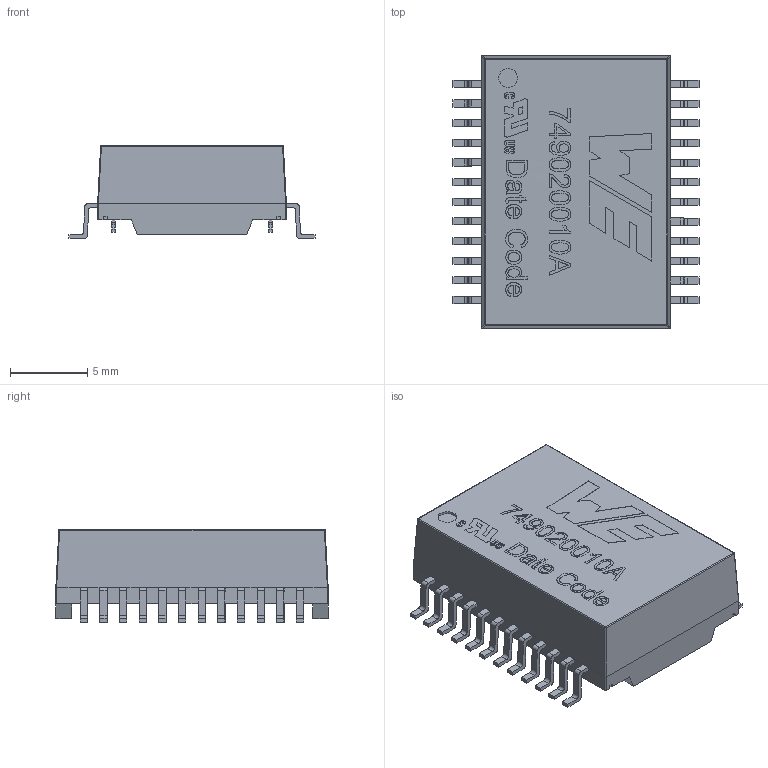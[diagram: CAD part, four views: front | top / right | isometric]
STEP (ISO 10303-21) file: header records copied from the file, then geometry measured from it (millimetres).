
FILE_DESCRIPTION(/* description */ ('Unknown'),/* implementation_level */ '2;1');
FILE_NAME(/* name */ 'T_Wurth_WE-LAN_749020010A',/* time_stamp */ '2025-08-26T16:38:50+08:00',/* author */ ('Unknown'),/* organization */ ('Unknown'),/* preprocessor_version */ 'ST-DEVELOPER v19.4',/* originating_system */ 'Solid Edge',/* authorisation */ 'Unknown');
FILE_SCHEMA (('AUTOMOTIVE_DESIGN {1 0 10303 214 3 1 1}'));
Length unit declared in the file: millimetre
Products named in the file (2): T_Wurth_WE-LAN_749020010A
Assembly tree (1 placements, depth 2):
  T_Wurth_WE-LAN_749020010A
    T_Wurth_WE-LAN_749020010A
Bounding box: 15.9 x 17.6 x 6 mm (x, y, z)
Volume: 418.9 mm3; surface area: 1159.1 mm2
Topology: 49 solids, 49 shells, 1149 faces, 3046 edges, 2006 vertices
Faces by surface type: plane 882, cylinder 230, bspline 33, sphere 4
Full cylindrical faces by diameter (mm): 1.2 x1
Entity records: 44511 total; most frequent: CARTESIAN_POINT 8038, ORIENTED_EDGE 6058, DIRECTION 5493, EDGE_CURVE 3029, LINE 2361, VECTOR 2361, VERTEX_POINT 2006, AXIS2_PLACEMENT_3D 1566
